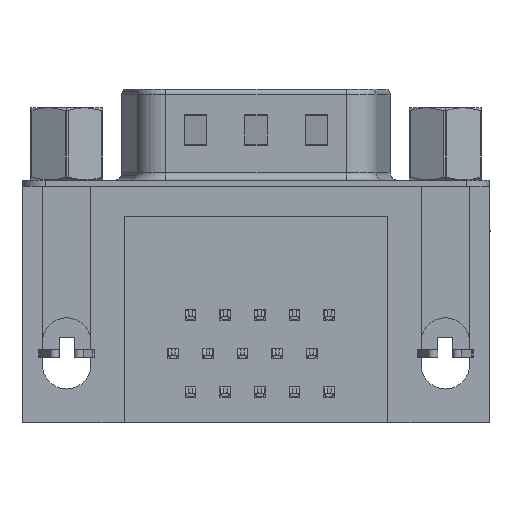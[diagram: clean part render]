
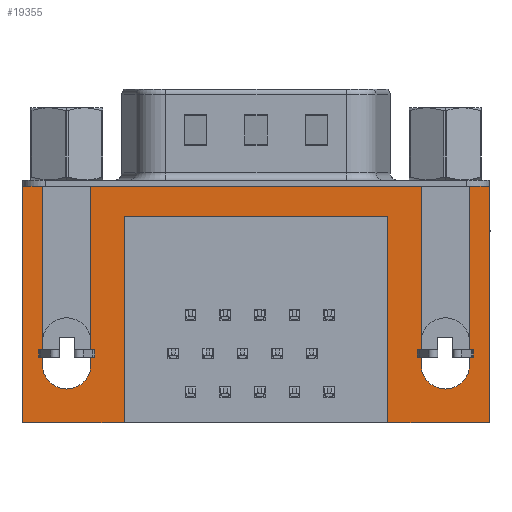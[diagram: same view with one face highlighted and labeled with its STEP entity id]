
A CAD part, front view. The second image highlights one B-rep face of the part: STEP entity #19355.
In plain terms, the highlighted planar face has unit normal (0, -1, 0).
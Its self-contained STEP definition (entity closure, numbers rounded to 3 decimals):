
#269 = VERTEX_POINT ( 'NONE', #10538 ) ;
#319 = DIRECTION ( 'NONE',  ( 0., 0., -1. ) ) ;
#526 = CARTESIAN_POINT ( 'NONE',  ( -2.91, -6.275, 0. ) ) ;
#528 = CARTESIAN_POINT ( 'NONE',  ( 26.59, -6.275, 0. ) ) ;
#721 = EDGE_CURVE ( 'NONE', #10778, #25569, #14476, .T. ) ;
#767 = DIRECTION ( 'NONE',  ( 0., 0., -1. ) ) ;
#770 = ORIENTED_EDGE ( 'NONE', *, *, #1305, .F. ) ;
#795 = CARTESIAN_POINT ( 'NONE',  ( 1.6, -6.275, 0. ) ) ;
#1122 = ORIENTED_EDGE ( 'NONE', *, *, #15659, .F. ) ;
#1305 = EDGE_CURVE ( 'NONE', #11743, #25100, #4622, .T. ) ;
#1501 = AXIS2_PLACEMENT_3D ( 'NONE', #19885, #7626, #25467 ) ;
#1605 = CARTESIAN_POINT ( 'NONE',  ( 21.2, -6.275, -2. ) ) ;
#1732 = CARTESIAN_POINT ( 'NONE',  ( -1.6, -6.275, 0. ) ) ;
#1765 = LINE ( 'NONE', #22322, #5812 ) ;
#1893 = ORIENTED_EDGE ( 'NONE', *, *, #6586, .F. ) ;
#1914 = EDGE_CURVE ( 'NONE', #25569, #18234, #11537, .T. ) ;
#2015 = VECTOR ( 'NONE', #767, 1000. ) ;
#2165 = CARTESIAN_POINT ( 'NONE',  ( 1.6, -6.275, -11.78 ) ) ;
#2434 = ORIENTED_EDGE ( 'NONE', *, *, #26099, .F. ) ;
#2642 = DIRECTION ( 'NONE',  ( -1., 0., 0. ) ) ;
#2666 = DIRECTION ( 'NONE',  ( 1., 0., 0. ) ) ;
#3030 = VECTOR ( 'NONE', #10532, 1000. ) ;
#3978 = LINE ( 'NONE', #12135, #10750 ) ;
#4256 = FACE_OUTER_BOUND ( 'NONE', #18847, .T. ) ;
#4608 = LINE ( 'NONE', #526, #23138 ) ;
#4610 = CARTESIAN_POINT ( 'NONE',  ( 27.9, -6.275, 0. ) ) ;
#4622 = LINE ( 'NONE', #12658, #21550 ) ;
#4908 = DIRECTION ( 'NONE',  ( 0., -1., 0. ) ) ;
#5156 = ORIENTED_EDGE ( 'NONE', *, *, #8382, .F. ) ;
#5219 = CARTESIAN_POINT ( 'NONE',  ( 1.6, -6.275, 0. ) ) ;
#5313 = AXIS2_PLACEMENT_3D ( 'NONE', #15195, #4908, #13065 ) ;
#5345 = VERTEX_POINT ( 'NONE', #2165 ) ;
#5586 = VERTEX_POINT ( 'NONE', #5219 ) ;
#5721 = VECTOR ( 'NONE', #14153, 1000. ) ;
#5812 = VECTOR ( 'NONE', #17869, 1000. ) ;
#5964 = EDGE_CURVE ( 'NONE', #7525, #19490, #9144, .T. ) ;
#6165 = DIRECTION ( 'NONE',  ( 0., 0., 1. ) ) ;
#6290 = EDGE_CURVE ( 'NONE', #25733, #14606, #19809, .T. ) ;
#6586 = EDGE_CURVE ( 'NONE', #14606, #12771, #20039, .T. ) ;
#6656 = CARTESIAN_POINT ( 'NONE',  ( 3.79, -6.275, -15.6 ) ) ;
#6752 = EDGE_CURVE ( 'NONE', #18499, #7525, #24052, .T. ) ;
#6773 = ORIENTED_EDGE ( 'NONE', *, *, #721, .F. ) ;
#7436 = EDGE_CURVE ( 'NONE', #18234, #25851, #9448, .T. ) ;
#7525 = VERTEX_POINT ( 'NONE', #18553 ) ;
#7626 = DIRECTION ( 'NONE',  ( 0., -1., 0. ) ) ;
#7924 = LINE ( 'NONE', #1605, #25371 ) ;
#8125 = VECTOR ( 'NONE', #18559, 1000. ) ;
#8345 = CARTESIAN_POINT ( 'NONE',  ( 23.39, -6.275, 0. ) ) ;
#8382 = EDGE_CURVE ( 'NONE', #24989, #269, #3978, .T. ) ;
#8463 = CARTESIAN_POINT ( 'NONE',  ( -1.6, -6.275, 0. ) ) ;
#8704 = DIRECTION ( 'NONE',  ( 1., 0., 0. ) ) ;
#8757 = VECTOR ( 'NONE', #21427, 1000. ) ;
#8801 = CARTESIAN_POINT ( 'NONE',  ( 27.9, -6.275, -2.5 ) ) ;
#9009 = DIRECTION ( 'NONE',  ( 0., 0., -1. ) ) ;
#9144 = LINE ( 'NONE', #23011, #10287 ) ;
#9293 = CARTESIAN_POINT ( 'NONE',  ( 24.99, -6.275, -13.38 ) ) ;
#9308 = CARTESIAN_POINT ( 'NONE',  ( 21.2, -6.275, -15.6 ) ) ;
#9440 = CARTESIAN_POINT ( 'NONE',  ( 0., -6.275, -13.38 ) ) ;
#9448 = CIRCLE ( 'NONE', #24200, 1.6 ) ;
#10171 = EDGE_CURVE ( 'NONE', #269, #25733, #4608, .T. ) ;
#10287 = VECTOR ( 'NONE', #9009, 1000. ) ;
#10500 = ORIENTED_EDGE ( 'NONE', *, *, #25825, .F. ) ;
#10532 = DIRECTION ( 'NONE',  ( 0., 0., 1. ) ) ;
#10538 = CARTESIAN_POINT ( 'NONE',  ( -2.91, -6.275, 0. ) ) ;
#10590 = EDGE_CURVE ( 'NONE', #11743, #24544, #22517, .T. ) ;
#10750 = VECTOR ( 'NONE', #20069, 1000. ) ;
#10778 = VERTEX_POINT ( 'NONE', #8345 ) ;
#10808 = LINE ( 'NONE', #795, #3030 ) ;
#11414 = VECTOR ( 'NONE', #2666, 1000. ) ;
#11537 = CIRCLE ( 'NONE', #15354, 1.6 ) ;
#11743 = VERTEX_POINT ( 'NONE', #23899 ) ;
#12020 = VECTOR ( 'NONE', #13866, 1000. ) ;
#12075 = DIRECTION ( 'NONE',  ( 0., -1., 0. ) ) ;
#12135 = CARTESIAN_POINT ( 'NONE',  ( -2.91, -6.275, -2.5 ) ) ;
#12548 = LINE ( 'NONE', #23003, #19076 ) ;
#12658 = CARTESIAN_POINT ( 'NONE',  ( 27.9, -6.275, -15.6 ) ) ;
#12771 = VERTEX_POINT ( 'NONE', #9440 ) ;
#12863 = CIRCLE ( 'NONE', #1501, 1.6 ) ;
#13065 = DIRECTION ( 'NONE',  ( 0., 0., -1. ) ) ;
#13085 = CARTESIAN_POINT ( 'NONE',  ( 26.59, -6.275, -11.78 ) ) ;
#13414 = DIRECTION ( 'NONE',  ( 0., 0., 1. ) ) ;
#13706 = ORIENTED_EDGE ( 'NONE', *, *, #23381, .F. ) ;
#13741 = DIRECTION ( 'NONE',  ( 0., 0., 1. ) ) ;
#13866 = DIRECTION ( 'NONE',  ( 0., 0., -1. ) ) ;
#14132 = ORIENTED_EDGE ( 'NONE', *, *, #5964, .F. ) ;
#14153 = DIRECTION ( 'NONE',  ( -1., 0., 0. ) ) ;
#14289 = PLANE ( 'NONE',  #18695 ) ;
#14464 = CARTESIAN_POINT ( 'NONE',  ( 24.99, -6.275, -11.78 ) ) ;
#14476 = LINE ( 'NONE', #18974, #2015 ) ;
#14606 = VERTEX_POINT ( 'NONE', #23883 ) ;
#14886 = CARTESIAN_POINT ( 'NONE',  ( -2.91, -6.275, -15.6 ) ) ;
#15195 = CARTESIAN_POINT ( 'NONE',  ( 0., -6.275, -11.78 ) ) ;
#15354 = AXIS2_PLACEMENT_3D ( 'NONE', #23579, #17516, #13414 ) ;
#15506 = EDGE_CURVE ( 'NONE', #5586, #10778, #25420, .T. ) ;
#15659 = EDGE_CURVE ( 'NONE', #25851, #24613, #1765, .T. ) ;
#16398 = DIRECTION ( 'NONE',  ( 0., -1., 0. ) ) ;
#17188 = DIRECTION ( 'NONE',  ( -1., 0., 0. ) ) ;
#17516 = DIRECTION ( 'NONE',  ( 0., -1., 0. ) ) ;
#17869 = DIRECTION ( 'NONE',  ( 0., 0., 1. ) ) ;
#18234 = VERTEX_POINT ( 'NONE', #9293 ) ;
#18499 = VERTEX_POINT ( 'NONE', #25928 ) ;
#18553 = CARTESIAN_POINT ( 'NONE',  ( 3.79, -6.275, -2. ) ) ;
#18559 = DIRECTION ( 'NONE',  ( 0., 0., 1. ) ) ;
#18695 = AXIS2_PLACEMENT_3D ( 'NONE', #22742, #16398, #319 ) ;
#18847 = EDGE_LOOP ( 'NONE', ( #1122, #24760, #22624, #6773, #25638, #25543, #26087, #1893, #20635, #19734, #5156, #13706, #14132, #24327, #2434, #770, #19305, #10500 ) ) ;
#18974 = CARTESIAN_POINT ( 'NONE',  ( 23.39, -6.275, 0. ) ) ;
#19076 = VECTOR ( 'NONE', #17188, 1000. ) ;
#19305 = ORIENTED_EDGE ( 'NONE', *, *, #10590, .T. ) ;
#19355 = ADVANCED_FACE ( 'NONE', ( #4256 ), #14289, .T. ) ;
#19490 = VERTEX_POINT ( 'NONE', #6656 ) ;
#19734 = ORIENTED_EDGE ( 'NONE', *, *, #10171, .F. ) ;
#19809 = LINE ( 'NONE', #1732, #12020 ) ;
#19885 = CARTESIAN_POINT ( 'NONE',  ( 0., -6.275, -11.78 ) ) ;
#20039 = CIRCLE ( 'NONE', #5313, 1.6 ) ;
#20069 = DIRECTION ( 'NONE',  ( 0., 0., 1. ) ) ;
#20479 = CARTESIAN_POINT ( 'NONE',  ( 3.79, -6.275, -2. ) ) ;
#20635 = ORIENTED_EDGE ( 'NONE', *, *, #6290, .F. ) ;
#20728 = CARTESIAN_POINT ( 'NONE',  ( -2.91, -6.275, 0. ) ) ;
#21310 = CARTESIAN_POINT ( 'NONE',  ( -2.91, -6.275, 0. ) ) ;
#21427 = DIRECTION ( 'NONE',  ( 1., 0., 0. ) ) ;
#21550 = VECTOR ( 'NONE', #2642, 1000. ) ;
#21757 = EDGE_CURVE ( 'NONE', #12771, #5345, #12863, .T. ) ;
#22322 = CARTESIAN_POINT ( 'NONE',  ( 26.59, -6.275, 0. ) ) ;
#22517 = LINE ( 'NONE', #8801, #8125 ) ;
#22624 = ORIENTED_EDGE ( 'NONE', *, *, #1914, .F. ) ;
#22742 = CARTESIAN_POINT ( 'NONE',  ( -2.91, -6.275, -2.5 ) ) ;
#23003 = CARTESIAN_POINT ( 'NONE',  ( 27.9, -6.275, -15.6 ) ) ;
#23011 = CARTESIAN_POINT ( 'NONE',  ( 3.79, -6.275, -2. ) ) ;
#23138 = VECTOR ( 'NONE', #8704, 1000. ) ;
#23381 = EDGE_CURVE ( 'NONE', #19490, #24989, #12548, .T. ) ;
#23579 = CARTESIAN_POINT ( 'NONE',  ( 24.99, -6.275, -11.78 ) ) ;
#23883 = CARTESIAN_POINT ( 'NONE',  ( -1.6, -6.275, -11.78 ) ) ;
#23899 = CARTESIAN_POINT ( 'NONE',  ( 27.9, -6.275, -15.6 ) ) ;
#24047 = CARTESIAN_POINT ( 'NONE',  ( 23.39, -6.275, -11.78 ) ) ;
#24052 = LINE ( 'NONE', #20479, #5721 ) ;
#24200 = AXIS2_PLACEMENT_3D ( 'NONE', #14464, #12075, #6165 ) ;
#24327 = ORIENTED_EDGE ( 'NONE', *, *, #6752, .F. ) ;
#24544 = VERTEX_POINT ( 'NONE', #4610 ) ;
#24578 = LINE ( 'NONE', #20728, #11414 ) ;
#24613 = VERTEX_POINT ( 'NONE', #528 ) ;
#24686 = EDGE_CURVE ( 'NONE', #5345, #5586, #10808, .T. ) ;
#24760 = ORIENTED_EDGE ( 'NONE', *, *, #7436, .F. ) ;
#24989 = VERTEX_POINT ( 'NONE', #14886 ) ;
#25100 = VERTEX_POINT ( 'NONE', #9308 ) ;
#25371 = VECTOR ( 'NONE', #13741, 1000. ) ;
#25420 = LINE ( 'NONE', #21310, #8757 ) ;
#25467 = DIRECTION ( 'NONE',  ( 0., 0., -1. ) ) ;
#25543 = ORIENTED_EDGE ( 'NONE', *, *, #24686, .F. ) ;
#25569 = VERTEX_POINT ( 'NONE', #24047 ) ;
#25638 = ORIENTED_EDGE ( 'NONE', *, *, #15506, .F. ) ;
#25733 = VERTEX_POINT ( 'NONE', #8463 ) ;
#25825 = EDGE_CURVE ( 'NONE', #24613, #24544, #24578, .T. ) ;
#25851 = VERTEX_POINT ( 'NONE', #13085 ) ;
#25928 = CARTESIAN_POINT ( 'NONE',  ( 21.2, -6.275, -2. ) ) ;
#26087 = ORIENTED_EDGE ( 'NONE', *, *, #21757, .F. ) ;
#26099 = EDGE_CURVE ( 'NONE', #25100, #18499, #7924, .T. ) ;
